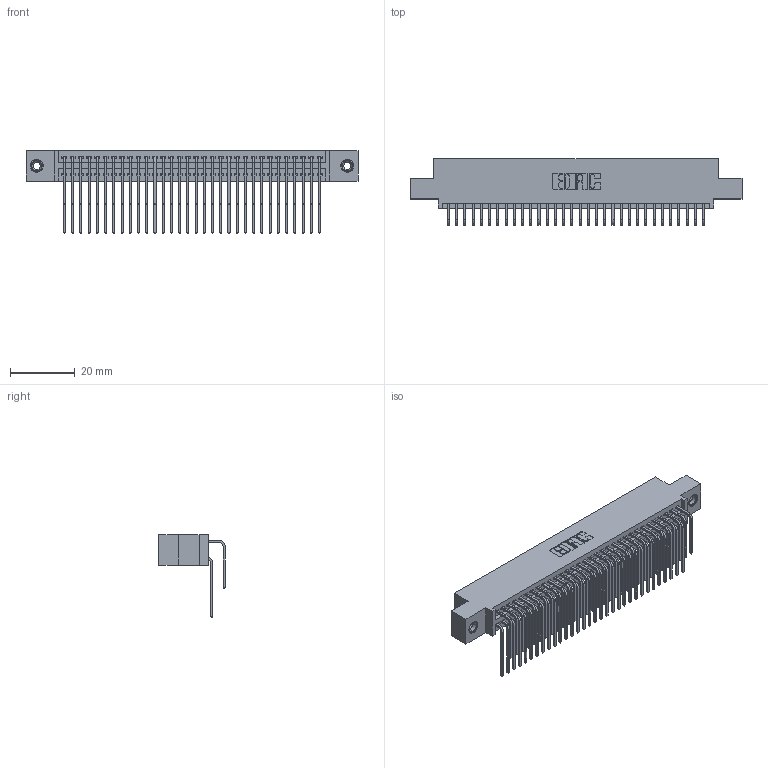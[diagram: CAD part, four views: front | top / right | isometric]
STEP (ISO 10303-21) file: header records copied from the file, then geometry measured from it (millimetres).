
FILE_DESCRIPTION (( 'STEP AP203' ), '1' );
FILE_NAME ('345-064-559-508.STEP', '2019-10-30T15:27:36', ( '' ), ( '' ), 'SwSTEP 2.0', 'SolidWorks 2016', '' );
FILE_SCHEMA (( 'CONFIG_CONTROL_DESIGN' ));
Length unit declared in the file: inch
Products named in the file (5): 345-064-559-508; 345-250-001_345-250-003-102; 345 Part_0.110 Offset - 0.156 Dia-TI; 345-292-001_558 559 Tail - 1; 345-292-001_559 Tail - 2
Assembly tree (67 placements, depth 2):
  345-064-559-508
    345 Part_0.110 Offset - 0.156 Dia-TI
    345-292-001_558 559 Tail - 1  x32
    345-292-001_559 Tail - 2  x32
    345-250-001_345-250-003-102  x2
Bounding box: 102.49 x 20.56 x 25.53 mm (x, y, z)
Volume: 10152.4 mm3; surface area: 16655.6 mm2
Topology: 67 solids, 67 shells, 3518 faces, 10409 edges, 6846 vertices
Faces by surface type: plane 2356, cylinder 1146, cone 12, torus 4
Entity records: 29424 total; most frequent: CARTESIAN_POINT 4970, ORIENTED_EDGE 4846, DIRECTION 4393, EDGE_CURVE 2423, LINE 2103, VECTOR 2103, VERTEX_POINT 1608, AXIS2_PLACEMENT_3D 1145
